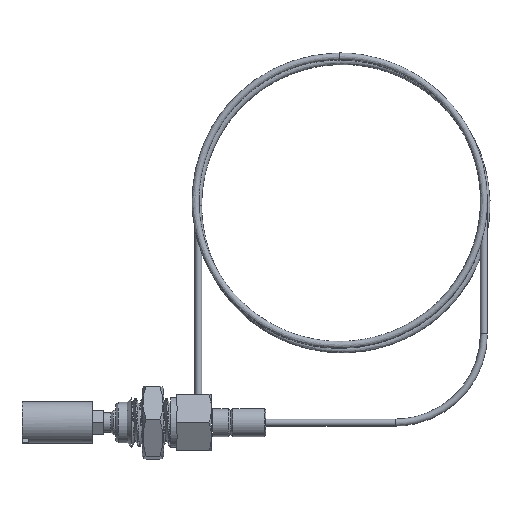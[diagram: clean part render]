
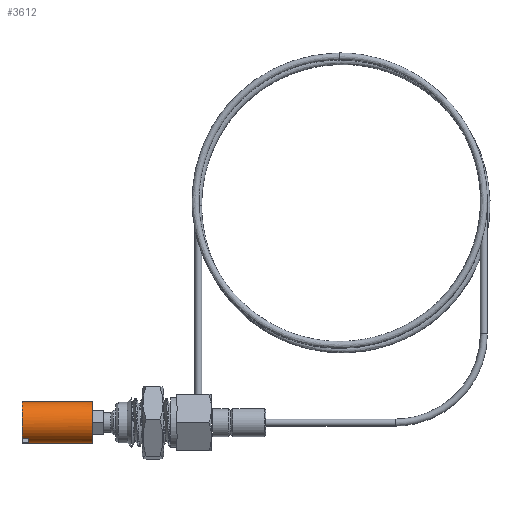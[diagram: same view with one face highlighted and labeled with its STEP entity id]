
A CAD part, front view. The second image highlights one B-rep face of the part: STEP entity #3612.
In plain terms, the highlighted cylindrical face has radius 4.699 mm (diameter 9.398 mm), a full revolution.
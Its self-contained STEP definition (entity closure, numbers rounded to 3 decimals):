
#3423=CARTESIAN_POINT('',(-5.602,4.069,-2.349));
#3424=VERTEX_POINT('',#3423);
#3425=CARTESIAN_POINT('',(-8.802,4.069,-2.349));
#3426=VERTEX_POINT('',#3425);
#3427=CARTESIAN_POINT('',(-5.602,4.069,-2.349));
#3428=CARTESIAN_POINT('',(-5.602,4.166,-2.183));
#3429=CARTESIAN_POINT('',(-5.651,4.254,-2.004));
#3430=CARTESIAN_POINT('',(-5.837,4.394,-1.674));
#3431=CARTESIAN_POINT('',(-5.973,4.447,-1.524));
#3432=CARTESIAN_POINT('',(-6.266,4.518,-1.296));
#3433=CARTESIAN_POINT('',(-6.441,4.544,-1.199));
#3434=CARTESIAN_POINT('',(-6.817,4.576,-1.072));
#3435=CARTESIAN_POINT('',(-7.016,4.582,-1.041));
#3436=CARTESIAN_POINT('',(-7.388,4.582,-1.041));
#3437=CARTESIAN_POINT('',(-7.588,4.576,-1.072));
#3438=CARTESIAN_POINT('',(-7.963,4.544,-1.199));
#3439=CARTESIAN_POINT('',(-8.139,4.518,-1.296));
#3440=CARTESIAN_POINT('',(-8.431,4.447,-1.524));
#3441=CARTESIAN_POINT('',(-8.567,4.394,-1.674));
#3442=CARTESIAN_POINT('',(-8.753,4.254,-2.004));
#3443=CARTESIAN_POINT('',(-8.802,4.166,-2.183));
#3444=CARTESIAN_POINT('',(-8.802,4.069,-2.349));
#3445=B_SPLINE_CURVE_WITH_KNOTS('',3,(#3427,#3428,#3429,#3430,#3431,#3432,#3433,#3434,#3435,#3436,#3437,#3438,#3439,#3440,#3441,#3442,#3443,#3444),.UNSPECIFIED.,.F.,.U.,(4,2,2,2,2,2,2,2,4),(0.227,0.285,0.342,0.398,0.454,0.509,0.565,0.623,0.68),.UNSPECIFIED.);
#3446=EDGE_CURVE('',#3424,#3426,#3445,.T.);
#3448=CARTESIAN_POINT('',(-8.802,4.069,-2.349));
#3449=CARTESIAN_POINT('',(-8.802,3.973,-2.516));
#3450=CARTESIAN_POINT('',(-8.753,3.862,-2.683));
#3451=CARTESIAN_POINT('',(-8.567,3.647,-2.969));
#3452=CARTESIAN_POINT('',(-8.431,3.543,-3.089));
#3453=CARTESIAN_POINT('',(-8.139,3.381,-3.265));
#3454=CARTESIAN_POINT('',(-7.963,3.31,-3.335));
#3455=CARTESIAN_POINT('',(-7.588,3.216,-3.427));
#3456=CARTESIAN_POINT('',(-7.388,3.193,-3.448));
#3457=CARTESIAN_POINT('',(-7.202,3.193,-3.448));
#3458=CARTESIAN_POINT('',(-7.016,3.193,-3.448));
#3459=CARTESIAN_POINT('',(-6.817,3.216,-3.427));
#3460=CARTESIAN_POINT('',(-6.441,3.31,-3.335));
#3461=CARTESIAN_POINT('',(-6.266,3.381,-3.265));
#3462=CARTESIAN_POINT('',(-5.973,3.543,-3.089));
#3463=CARTESIAN_POINT('',(-5.837,3.647,-2.969));
#3464=CARTESIAN_POINT('',(-5.651,3.862,-2.683));
#3465=CARTESIAN_POINT('',(-5.602,3.973,-2.516));
#3466=CARTESIAN_POINT('',(-5.602,4.069,-2.349));
#3467=B_SPLINE_CURVE_WITH_KNOTS('',3,(#3448,#3449,#3450,#3451,#3452,#3453,#3454,#3455,#3456,#3457,#3458,#3459,#3460,#3461,#3462,#3463,#3464,#3465,#3466),.UNSPECIFIED.,.F.,.U.,(4,2,2,2,3,2,2,2,4),(0.68,0.738,0.796,0.852,0.907,0.963,1.019,1.076,1.134),.UNSPECIFIED.);
#3468=EDGE_CURVE('',#3426,#3424,#3467,.T.);
#3478=CARTESIAN_POINT('',(-19.597,-2.998,-3.618));
#3479=VERTEX_POINT('',#3478);
#3480=CARTESIAN_POINT('',(-19.597,-1.634,-4.406));
#3481=VERTEX_POINT('',#3480);
#3482=CARTESIAN_POINT('',(-19.597,0.,0.));
#3483=DIRECTION('',(1.0,0.,0.));
#3484=DIRECTION('',(0.,0.5,0.866));
#3485=AXIS2_PLACEMENT_3D('',#3482,#3483,#3484);
#3486=CIRCLE('',#3485,4.699);
#3487=EDGE_CURVE('',#3479,#3481,#3486,.T.);
#3489=CARTESIAN_POINT('',(-19.597,1.634,4.406));
#3490=VERTEX_POINT('',#3489);
#3497=CARTESIAN_POINT('',(-19.597,2.998,3.618));
#3498=VERTEX_POINT('',#3497);
#3499=CARTESIAN_POINT('',(-19.597,0.,0.));
#3500=DIRECTION('',(1.0,0.,0.));
#3501=DIRECTION('',(0.,0.5,0.866));
#3502=AXIS2_PLACEMENT_3D('',#3499,#3500,#3501);
#3503=CIRCLE('',#3502,4.699);
#3504=EDGE_CURVE('',#3498,#3490,#3503,.T.);
#3520=CARTESIAN_POINT('',(-21.172,1.634,4.406));
#3521=VERTEX_POINT('',#3520);
#3522=CARTESIAN_POINT('',(-21.172,-2.998,-3.618));
#3523=VERTEX_POINT('',#3522);
#3530=CARTESIAN_POINT('',(-21.172,0.,0.));
#3531=DIRECTION('',(1.0,0.,0.));
#3532=DIRECTION('',(0.,0.5,0.866));
#3533=AXIS2_PLACEMENT_3D('',#3530,#3531,#3532);
#3534=CIRCLE('',#3533,4.699);
#3535=EDGE_CURVE('',#3521,#3523,#3534,.T.);
#3546=CARTESIAN_POINT('',(-21.172,-2.998,-3.618));
#3547=DIRECTION('',(1.0,0.0,0.0));
#3548=VECTOR('',#3547,1.575);
#3549=LINE('',#3546,#3548);
#3550=EDGE_CURVE('',#3523,#3479,#3549,.T.);
#3553=CARTESIAN_POINT('',(-19.597,1.634,4.406));
#3554=DIRECTION('',(-1.0,0.0,0.0));
#3555=VECTOR('',#3554,1.575);
#3556=LINE('',#3553,#3555);
#3557=EDGE_CURVE('',#3490,#3521,#3556,.T.);
#3562=CARTESIAN_POINT('',(-13.235,0.,0.));
#3563=DIRECTION('',(1.0,0.,0.));
#3564=DIRECTION('',(0.,0.5,0.866));
#3565=AXIS2_PLACEMENT_3D('',#3562,#3563,#3564);
#3566=CYLINDRICAL_SURFACE('',#3565,4.699);
#3567=ORIENTED_EDGE('',*,*,#3550,.T.);
#3568=ORIENTED_EDGE('',*,*,#3487,.T.);
#3569=CARTESIAN_POINT('',(-21.172,-1.634,-4.406));
#3570=VERTEX_POINT('',#3569);
#3571=CARTESIAN_POINT('',(-19.597,-1.634,-4.406));
#3572=DIRECTION('',(-1.0,0.0,0.0));
#3573=VECTOR('',#3572,1.575);
#3574=LINE('',#3571,#3573);
#3575=EDGE_CURVE('',#3481,#3570,#3574,.T.);
#3576=ORIENTED_EDGE('',*,*,#3575,.T.);
#3577=CARTESIAN_POINT('',(-21.172,2.998,3.618));
#3578=VERTEX_POINT('',#3577);
#3579=CARTESIAN_POINT('',(-21.172,0.,0.));
#3580=DIRECTION('',(1.0,0.,0.));
#3581=DIRECTION('',(0.,0.5,0.866));
#3582=AXIS2_PLACEMENT_3D('',#3579,#3580,#3581);
#3583=CIRCLE('',#3582,4.699);
#3584=EDGE_CURVE('',#3570,#3578,#3583,.T.);
#3585=ORIENTED_EDGE('',*,*,#3584,.T.);
#3586=CARTESIAN_POINT('',(-21.172,2.998,3.618));
#3587=DIRECTION('',(1.0,0.0,0.0));
#3588=VECTOR('',#3587,1.575);
#3589=LINE('',#3586,#3588);
#3590=EDGE_CURVE('',#3578,#3498,#3589,.T.);
#3591=ORIENTED_EDGE('',*,*,#3590,.T.);
#3592=ORIENTED_EDGE('',*,*,#3504,.T.);
#3593=ORIENTED_EDGE('',*,*,#3557,.T.);
#3594=ORIENTED_EDGE('',*,*,#3535,.T.);
#3595=EDGE_LOOP('',(#3567,#3568,#3576,#3585,#3591,#3592,#3593,#3594));
#3596=FACE_OUTER_BOUND('',#3595,.T.);
#3597=CARTESIAN_POINT('',(-5.297,2.35,4.069));
#3598=VERTEX_POINT('',#3597);
#3599=CARTESIAN_POINT('',(-5.297,0.,0.));
#3600=DIRECTION('',(1.0,0.,0.));
#3601=DIRECTION('',(0.,0.5,0.866));
#3602=AXIS2_PLACEMENT_3D('',#3599,#3600,#3601);
#3603=CIRCLE('',#3602,4.699);
#3604=EDGE_CURVE('',#3598,#3598,#3603,.T.);
#3605=ORIENTED_EDGE('',*,*,#3604,.F.);
#3606=EDGE_LOOP('',(#3605));
#3607=FACE_BOUND('',#3606,.T.);
#3608=ORIENTED_EDGE('',*,*,#3446,.T.);
#3609=ORIENTED_EDGE('',*,*,#3468,.T.);
#3610=EDGE_LOOP('',(#3608,#3609));
#3611=FACE_BOUND('',#3610,.T.);
#3612=ADVANCED_FACE('',(#3596,#3607,#3611),#3566,.T.);
